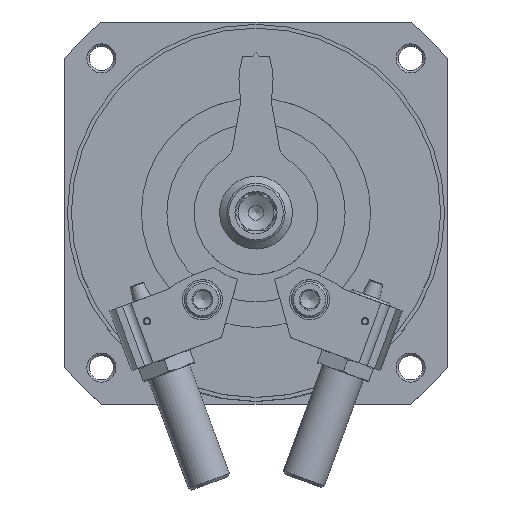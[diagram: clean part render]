
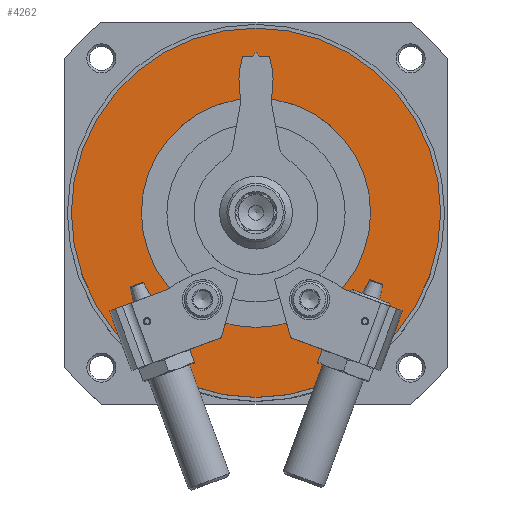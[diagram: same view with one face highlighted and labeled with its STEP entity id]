
A CAD part, top view. The second image highlights one B-rep face of the part: STEP entity #4262.
In plain terms, the highlighted face is planar.
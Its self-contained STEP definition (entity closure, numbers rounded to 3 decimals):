
#168=PLANE('',#4900);
#915=ORIENTED_EDGE('',*,*,#2005,.F.);
#916=ORIENTED_EDGE('',*,*,#2006,.T.);
#2005=EDGE_CURVE('',#2560,#2560,#2974,.T.);
#2006=EDGE_CURVE('',#2561,#2561,#2975,.T.);
#2560=VERTEX_POINT('',#7019);
#2561=VERTEX_POINT('',#7021);
#2974=CIRCLE('',#4901,50.75);
#2975=CIRCLE('',#4902,31.5);
#3267=EDGE_LOOP('',(#915));
#3268=EDGE_LOOP('',(#916));
#3722=FACE_BOUND('',#3267,.T.);
#3723=FACE_BOUND('',#3268,.T.);
#4262=ADVANCED_FACE('',(#3722,#3723),#168,.F.);
#4900=AXIS2_PLACEMENT_3D('',#7017,#5564,#5565);
#4901=AXIS2_PLACEMENT_3D('',#7018,#5566,#5567);
#4902=AXIS2_PLACEMENT_3D('',#7020,#5568,#5569);
#5564=DIRECTION('',(1.,0.,0.));
#5565=DIRECTION('',(0.,0.,-1.));
#5566=DIRECTION('',(1.,0.,0.));
#5567=DIRECTION('',(0.,0.,-1.));
#5568=DIRECTION('',(1.,0.,0.));
#5569=DIRECTION('',(0.,0.,-1.));
#7017=CARTESIAN_POINT('',(-56.,0.,0.));
#7018=CARTESIAN_POINT('',(-56.,0.,0.));
#7019=CARTESIAN_POINT('',(-56.,0.,-50.75));
#7020=CARTESIAN_POINT('',(-56.,0.,0.));
#7021=CARTESIAN_POINT('',(-56.,0.,-31.5));
